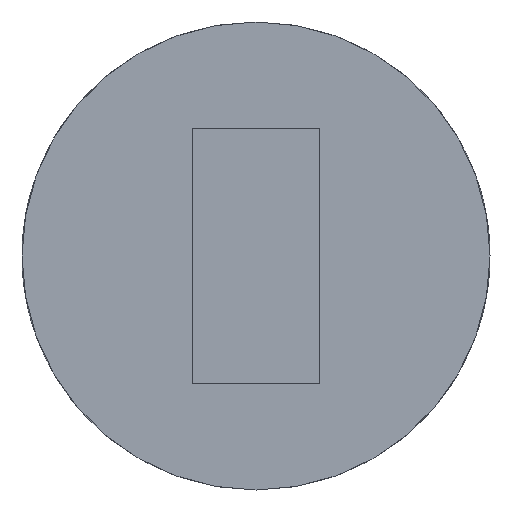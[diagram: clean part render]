
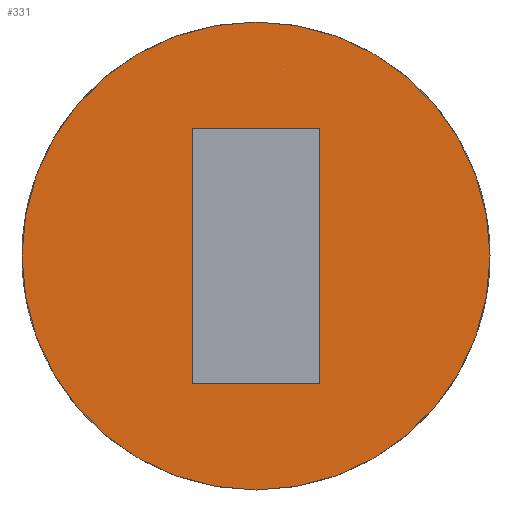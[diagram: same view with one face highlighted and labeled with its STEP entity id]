
A CAD part, front view. The second image highlights one B-rep face of the part: STEP entity #331.
In plain terms, the highlighted planar face has unit normal (0, -1, 0).
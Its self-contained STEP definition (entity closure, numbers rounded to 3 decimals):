
#6 = VECTOR ( 'NONE', #672, 1000. ) ;
#45 = DIRECTION ( 'NONE',  ( 0., 1., 0. ) ) ;
#54 = ORIENTED_EDGE ( 'NONE', *, *, #659, .F. ) ;
#73 = EDGE_CURVE ( 'NONE', #610, #512, #573, .T. ) ;
#79 = CARTESIAN_POINT ( 'NONE',  ( 1.5, 15., 3. ) ) ;
#84 = PLANE ( 'NONE',  #447 ) ;
#123 = EDGE_CURVE ( 'NONE', #512, #393, #283, .T. ) ;
#134 = FACE_BOUND ( 'NONE', #230, .T. ) ;
#137 = CIRCLE ( 'NONE', #731, 5.5 ) ;
#150 = DIRECTION ( 'NONE',  ( 0., 0., 1. ) ) ;
#168 = DIRECTION ( 'NONE',  ( 1., 0., 0. ) ) ;
#180 = DIRECTION ( 'NONE',  ( 0., 0., 1. ) ) ;
#186 = CARTESIAN_POINT ( 'NONE',  ( 1.5, 15., -3. ) ) ;
#199 = CARTESIAN_POINT ( 'NONE',  ( -1.5, 15., 3. ) ) ;
#227 = VECTOR ( 'NONE', #577, 1000. ) ;
#230 = EDGE_LOOP ( 'NONE', ( #392, #730, #428, #54 ) ) ;
#255 = VECTOR ( 'NONE', #168, 1000. ) ;
#257 = VERTEX_POINT ( 'NONE', #310 ) ;
#276 = DIRECTION ( 'NONE',  ( 0., 0., -1. ) ) ;
#283 = LINE ( 'NONE', #186, #227 ) ;
#310 = CARTESIAN_POINT ( 'NONE',  ( 0., 15., -5.5 ) ) ;
#318 = LINE ( 'NONE', #199, #6 ) ;
#331 = ADVANCED_FACE ( 'NONE', ( #134, #353 ), #84, .F. ) ;
#349 = CARTESIAN_POINT ( 'NONE',  ( 0., 15., 0. ) ) ;
#353 = FACE_OUTER_BOUND ( 'NONE', #566, .T. ) ;
#392 = ORIENTED_EDGE ( 'NONE', *, *, #123, .F. ) ;
#393 = VERTEX_POINT ( 'NONE', #79 ) ;
#401 = DIRECTION ( 'NONE',  ( 0., 1., 0. ) ) ;
#402 = CARTESIAN_POINT ( 'NONE',  ( -1.5, 15., -3. ) ) ;
#404 = EDGE_CURVE ( 'NONE', #687, #257, #137, .T. ) ;
#405 = VECTOR ( 'NONE', #276, 1000. ) ;
#411 = CARTESIAN_POINT ( 'NONE',  ( 0., 15., 0. ) ) ;
#428 = ORIENTED_EDGE ( 'NONE', *, *, #557, .F. ) ;
#447 = AXIS2_PLACEMENT_3D ( 'NONE', #411, #401, #697 ) ;
#448 = AXIS2_PLACEMENT_3D ( 'NONE', #679, #45, #150 ) ;
#450 = ORIENTED_EDGE ( 'NONE', *, *, #694, .F. ) ;
#491 = VERTEX_POINT ( 'NONE', #686 ) ;
#507 = CARTESIAN_POINT ( 'NONE',  ( 1.5, 15., -3. ) ) ;
#512 = VERTEX_POINT ( 'NONE', #507 ) ;
#551 = CIRCLE ( 'NONE', #448, 5.5 ) ;
#552 = CARTESIAN_POINT ( 'NONE',  ( 0., 15., 5.5 ) ) ;
#557 = EDGE_CURVE ( 'NONE', #491, #610, #689, .T. ) ;
#566 = EDGE_LOOP ( 'NONE', ( #450, #608 ) ) ;
#573 = LINE ( 'NONE', #626, #255 ) ;
#575 = DIRECTION ( 'NONE',  ( 0., 1., 0. ) ) ;
#577 = DIRECTION ( 'NONE',  ( 0., 0., 1. ) ) ;
#608 = ORIENTED_EDGE ( 'NONE', *, *, #404, .F. ) ;
#610 = VERTEX_POINT ( 'NONE', #402 ) ;
#618 = CARTESIAN_POINT ( 'NONE',  ( -1.5, 15., -3. ) ) ;
#626 = CARTESIAN_POINT ( 'NONE',  ( -1.5, 15., -3. ) ) ;
#659 = EDGE_CURVE ( 'NONE', #393, #491, #318, .T. ) ;
#672 = DIRECTION ( 'NONE',  ( -1., 0., 0. ) ) ;
#679 = CARTESIAN_POINT ( 'NONE',  ( 0., 15., 0. ) ) ;
#686 = CARTESIAN_POINT ( 'NONE',  ( -1.5, 15., 3. ) ) ;
#687 = VERTEX_POINT ( 'NONE', #552 ) ;
#689 = LINE ( 'NONE', #618, #405 ) ;
#694 = EDGE_CURVE ( 'NONE', #257, #687, #551, .T. ) ;
#697 = DIRECTION ( 'NONE',  ( 0., 0., 1. ) ) ;
#730 = ORIENTED_EDGE ( 'NONE', *, *, #73, .F. ) ;
#731 = AXIS2_PLACEMENT_3D ( 'NONE', #349, #575, #180 ) ;
